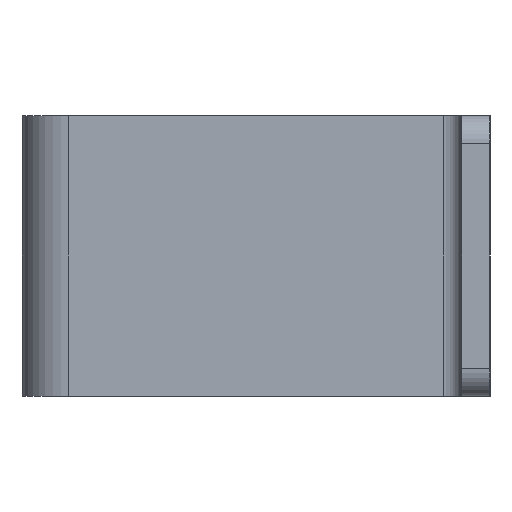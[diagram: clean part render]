
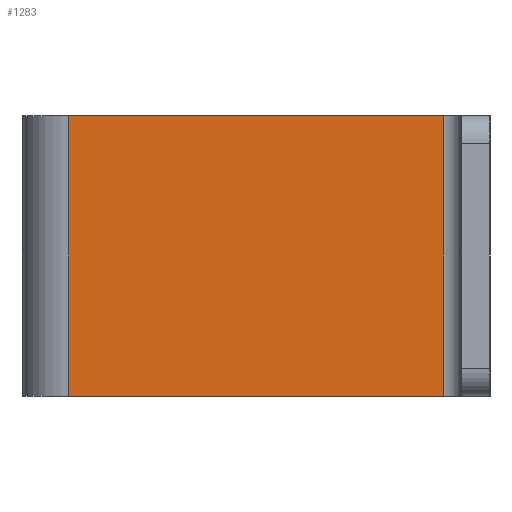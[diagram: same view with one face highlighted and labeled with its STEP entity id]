
A CAD part, left-side view. The second image highlights one B-rep face of the part: STEP entity #1283.
In plain terms, the highlighted planar face has unit normal (-1, 0, 0).
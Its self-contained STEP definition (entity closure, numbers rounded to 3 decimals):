
#33=DIRECTION('',(0.,-1.,0.));
#34=VECTOR('',#33,40.);
#35=CARTESIAN_POINT('',(-50.,42.,-15.));
#36=LINE('',#35,#34);
#239=DIRECTION('',(0.,-1.,0.));
#240=VECTOR('',#239,40.);
#241=CARTESIAN_POINT('',(-50.,42.,15.));
#242=LINE('',#241,#240);
#444=DIRECTION('',(0.,0.,1.));
#445=VECTOR('',#444,30.);
#446=CARTESIAN_POINT('',(-50.,2.,-15.));
#447=LINE('',#446,#445);
#448=DIRECTION('',(0.,0.,1.));
#449=VECTOR('',#448,30.);
#450=CARTESIAN_POINT('',(-50.,42.,-15.));
#451=LINE('',#450,#449);
#584=CARTESIAN_POINT('',(-50.,42.,-15.));
#585=VERTEX_POINT('',#584);
#586=CARTESIAN_POINT('',(-50.,2.,-15.));
#587=VERTEX_POINT('',#586);
#616=CARTESIAN_POINT('',(-50.,42.,15.));
#617=VERTEX_POINT('',#616);
#618=CARTESIAN_POINT('',(-50.,2.,15.));
#619=VERTEX_POINT('',#618);
#1271=CARTESIAN_POINT('',(-50.,42.,-15.));
#1272=DIRECTION('',(-1.,0.,0.));
#1273=DIRECTION('',(0.,-1.,0.));
#1274=AXIS2_PLACEMENT_3D('',#1271,#1272,#1273);
#1275=PLANE('',#1274);
#1276=ORIENTED_EDGE('',*,*,#769,.F.);
#1278=ORIENTED_EDGE('',*,*,#1277,.T.);
#1279=ORIENTED_EDGE('',*,*,#976,.T.);
#1280=ORIENTED_EDGE('',*,*,#1264,.F.);
#1281=EDGE_LOOP('',(#1276,#1278,#1279,#1280));
#1282=FACE_OUTER_BOUND('',#1281,.F.);
#1283=ADVANCED_FACE('',(#1282),#1275,.T.);
#769=EDGE_CURVE('',#585,#587,#36,.T.);
#976=EDGE_CURVE('',#617,#619,#242,.T.);
#1264=EDGE_CURVE('',#587,#619,#447,.T.);
#1277=EDGE_CURVE('',#585,#617,#451,.T.);
